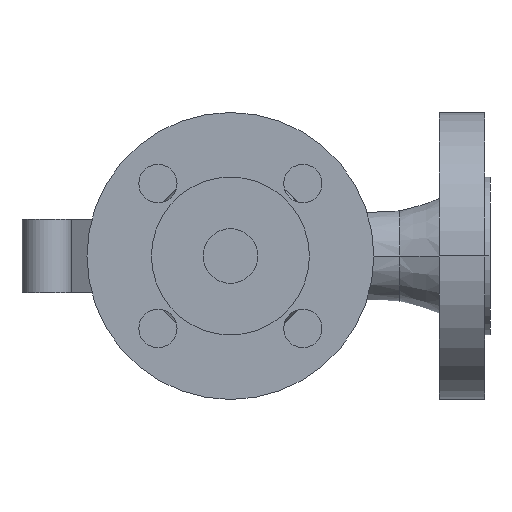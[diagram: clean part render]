
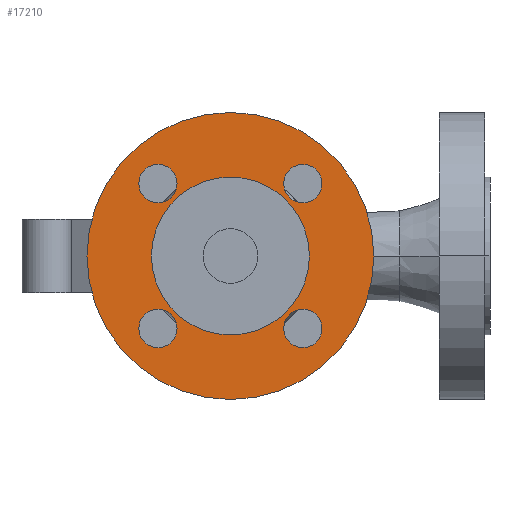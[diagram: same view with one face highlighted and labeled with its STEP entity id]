
A CAD part, front view. The second image highlights one B-rep face of the part: STEP entity #17210.
In plain terms, the highlighted planar face has unit normal (0, -1, 0).
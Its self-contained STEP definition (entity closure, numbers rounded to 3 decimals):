
#1640=CARTESIAN_POINT('',(-28.9,2.,0.))
;
#1650=VERTEX_POINT('',#1640);
#1810=CARTESIAN_POINT('',(28.9,2.,0.));
#1820=VERTEX_POINT('',#1810);
#1850=CARTESIAN_POINT('',(0.,2.,0.));
#1860=DIRECTION('',(0.,-1.,-0.));
#1870=DIRECTION('',(-1.,0.,0.));
#1880=AXIS2_PLACEMENT_3D('',#1850,#1860,#1870);
#1890=CIRCLE('',#1880,28.9);
#1900=EDGE_CURVE('',#1650,#1820,#1890,.T.);
#2040=CARTESIAN_POINT('',(-52.5,2.,0.))
;
#2050=VERTEX_POINT('',#2040);
#2100=CARTESIAN_POINT('',(0.,2.,0.));
#2110=DIRECTION('',(0.,-1.,-0.));
#2120=DIRECTION('',(-1.,0.,0.));
#2130=AXIS2_PLACEMENT_3D('',#2100,#2110,#2120);
#2140=CIRCLE('',#2130,52.5);
#2150=CARTESIAN_POINT('',(52.5,2.,0.));
#2160=VERTEX_POINT('',#2150);
#2170=EDGE_CURVE('',#2050,#2160,#2140,.T.);
#8770=CARTESIAN_POINT('',(33.517,2.,-26.517));
#8780=VERTEX_POINT('',#8770);
#8810=CARTESIAN_POINT('',(26.517,2.,
-26.517));
#8820=DIRECTION('',(0.,1.,0.));
#8830=DIRECTION('',(1.,0.,0.));
#8840=AXIS2_PLACEMENT_3D('',#8810,#8820,#8830);
#8850=CIRCLE('',#8840,7.);
#8860=CARTESIAN_POINT('',(19.517,2.,
-26.517));
#8870=VERTEX_POINT('',#8860);
#8880=EDGE_CURVE('',#8780,#8870,#8850,.T.);
#9190=CARTESIAN_POINT('',(33.517,2.,26.517));
#9200=VERTEX_POINT('',#9190);
#9360=CARTESIAN_POINT('',(19.517,2.,
26.517));
#9370=VERTEX_POINT('',#9360);
#9400=CARTESIAN_POINT('',(26.517,2.,
26.517));
#9410=DIRECTION('',(0.,1.,0.));
#9420=DIRECTION('',(1.,0.,0.));
#9430=AXIS2_PLACEMENT_3D('',#9400,#9410,#9420);
#9440=CIRCLE('',#9430,7.);
#9450=EDGE_CURVE('',#9370,#9200,#9440,.T.);
#9610=CARTESIAN_POINT('',(-19.517,2.,26.517));
#9620=VERTEX_POINT('',#9610);
#9650=CARTESIAN_POINT('',(-26.517,2.,
26.517));
#9660=DIRECTION('',(0.,1.,0.));
#9670=DIRECTION('',(1.,0.,0.));
#9680=AXIS2_PLACEMENT_3D('',#9650,#9660,#9670);
#9690=CIRCLE('',#9680,7.);
#9700=CARTESIAN_POINT('',(-33.517,2.,
26.517));
#9710=VERTEX_POINT('',#9700);
#9720=EDGE_CURVE('',#9620,#9710,#9690,.T.);
#10030=CARTESIAN_POINT('',(-33.517,2.,
-26.517));
#10040=VERTEX_POINT('',#10030);
#10200=CARTESIAN_POINT('',(-19.517,2.,
-26.517));
#10210=VERTEX_POINT('',#10200);
#10240=CARTESIAN_POINT('',(-26.517,2.,
-26.517));
#10250=DIRECTION('',(0.,1.,0.));
#10260=DIRECTION('',(1.,0.,0.));
#10270=AXIS2_PLACEMENT_3D('',#10240,#10250,#10260);
#10280=CIRCLE('',#10270,7.);
#10290=EDGE_CURVE('',#10210,#10040,#10280,.T.);
#16860=CARTESIAN_POINT('',(-40.7,2.,0.)
);
#16870=DIRECTION('',(0.,-1.,0.));
#16880=DIRECTION('',(-1.,0.,0.));
#16890=AXIS2_PLACEMENT_3D('',#16860,#16870,#16880);
#16900=PLANE('',#16890);
#16910=EDGE_CURVE('',#10040,#10210,#10280,.T.);
#16920=ORIENTED_EDGE('',*,*,#16910,.T.);
#16930=ORIENTED_EDGE('',*,*,#10290,.T.);
#16940=EDGE_LOOP('',(#16930,#16920));
#16950=FACE_BOUND('',#16940,.T.);
#16960=ORIENTED_EDGE('',*,*,#9720,.T.);
#16970=EDGE_CURVE('',#9710,#9620,#9690,.T.);
#16980=ORIENTED_EDGE('',*,*,#16970,.T.);
#16990=EDGE_LOOP('',(#16980,#16960));
#17000=FACE_BOUND('',#16990,.T.);
#17010=EDGE_CURVE('',#9200,#9370,#9440,.T.);
#17020=ORIENTED_EDGE('',*,*,#17010,.T.);
#17030=ORIENTED_EDGE('',*,*,#9450,.T.);
#17040=EDGE_LOOP('',(#17030,#17020));
#17050=FACE_BOUND('',#17040,.T.);
#17060=ORIENTED_EDGE('',*,*,#8880,.T.);
#17070=EDGE_CURVE('',#8870,#8780,#8850,.T.);
#17080=ORIENTED_EDGE('',*,*,#17070,.T.);
#17090=EDGE_LOOP('',(#17080,#17060));
#17100=FACE_BOUND('',#17090,.T.);
#17110=EDGE_CURVE('',#1820,#1650,#1890,.T.);
#17120=ORIENTED_EDGE('',*,*,#17110,.F.);
#17130=ORIENTED_EDGE('',*,*,#1900,.F.);
#17140=EDGE_LOOP('',(#17130,#17120));
#17150=FACE_BOUND('',#17140,.T.);
#17160=EDGE_CURVE('',#2160,#2050,#2140,.T.);
#17170=ORIENTED_EDGE('',*,*,#17160,.T.);
#17180=ORIENTED_EDGE('',*,*,#2170,.T.);
#17190=EDGE_LOOP('',(#17180,#17170));
#17200=FACE_OUTER_BOUND('',#17190,.T.);
#17210=ADVANCED_FACE('',(#16950,#17000,#17050,#17100,#17150,#17200),
#16900,.T.);
